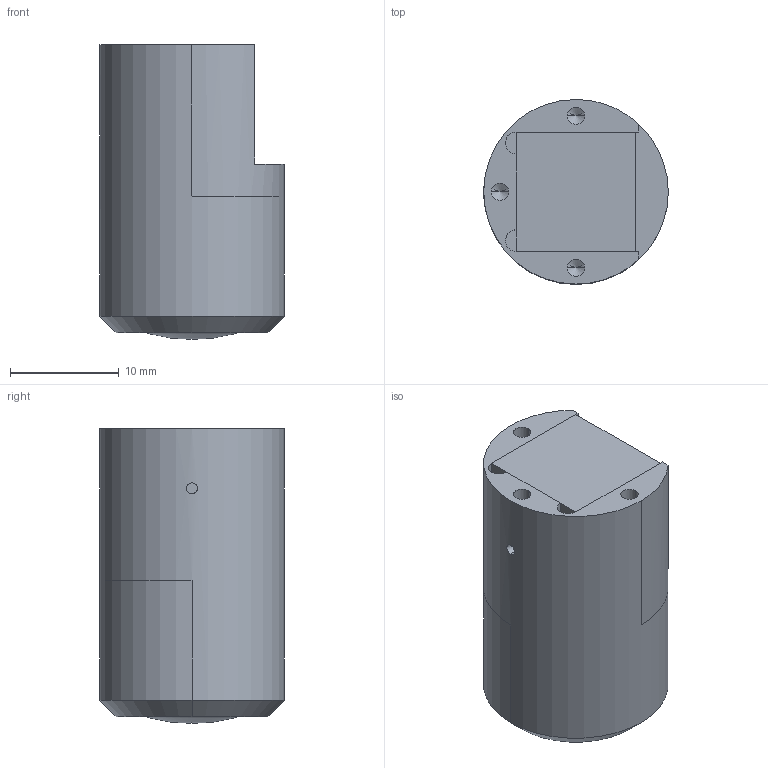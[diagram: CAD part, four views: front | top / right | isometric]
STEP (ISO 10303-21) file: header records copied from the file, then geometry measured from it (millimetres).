
FILE_DESCRIPTION((''),'2;1');
FILE_NAME('SILO_30-70_N-BK7','2021-09-07T17:14:35',('silo-mech'),(''),'CREO PARAMETRIC BY PTC INC, 2020454','CREO PARAMETRIC BY PTC INC, 2020454','');
FILE_SCHEMA(('CONFIG_CONTROL_DESIGN'));
Length unit declared in the file: millimetre
Products named in the file (1): SILO_30-70_N-BK7
Bounding box: 17 x 17 x 27.15 mm (x, y, z)
Volume: 5602.4 mm3; surface area: 2278.3 mm2
Topology: 1 solids, 5 shells, 54 faces, 144 edges, 98 vertices
Faces by surface type: plane 24, cylinder 20, cone 8, sphere 2
Entity records: 1725 total; most frequent: CARTESIAN_POINT 322, DIRECTION 301, ORIENTED_EDGE 248, EDGE_CURVE 136, AXIS2_PLACEMENT_3D 112, VERTEX_POINT 98, VECTOR 77, LINE 77
